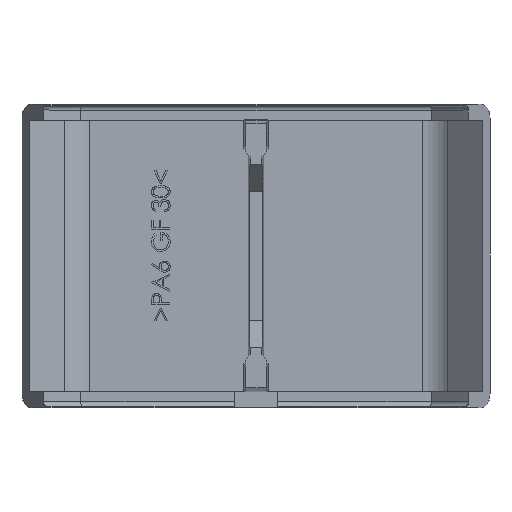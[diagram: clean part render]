
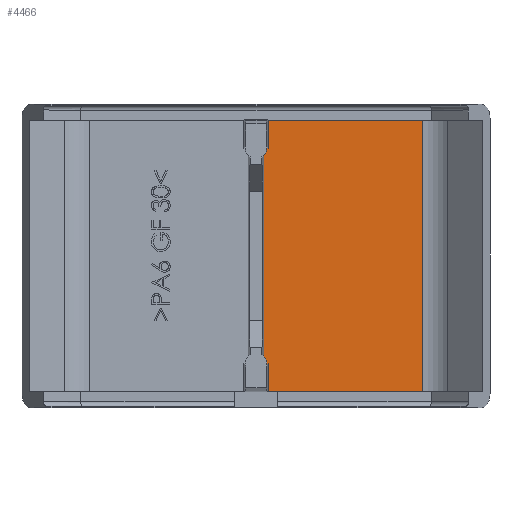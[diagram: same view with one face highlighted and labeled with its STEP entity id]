
A CAD part, top view. The second image highlights one B-rep face of the part: STEP entity #4466.
In plain terms, the highlighted planar face has unit normal (0, 0, 1).
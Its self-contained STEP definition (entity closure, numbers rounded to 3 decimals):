
#251 = EDGE_LOOP ( 'NONE', ( #7493, #5455, #6599, #975, #6572, #5546, #664, #2678, #7228, #1815 ) ) ;
#288 = LINE ( 'NONE', #3598, #7502 ) ;
#383 = VERTEX_POINT ( 'NONE', #1228 ) ;
#395 = CARTESIAN_POINT ( 'NONE',  ( 1.1, 15., -2. ) ) ;
#575 = CARTESIAN_POINT ( 'NONE',  ( 1.69, -15., -2. ) ) ;
#664 = ORIENTED_EDGE ( 'NONE', *, *, #3535, .F. ) ;
#727 = VECTOR ( 'NONE', #6907, 1000. ) ;
#786 = VECTOR ( 'NONE', #6274, 1000. ) ;
#806 = CARTESIAN_POINT ( 'NONE',  ( 23.101, -18.9, -2. ) ) ;
#843 = VERTEX_POINT ( 'NONE', #2558 ) ;
#957 = EDGE_CURVE ( 'NONE', #8584, #2280, #5125, .T. ) ;
#975 = ORIENTED_EDGE ( 'NONE', *, *, #7284, .F. ) ;
#1228 = CARTESIAN_POINT ( 'NONE',  ( 1.1, -13.98, -2. ) ) ;
#1462 = CIRCLE ( 'NONE', #2093, 1.5 ) ;
#1520 = CARTESIAN_POINT ( 'NONE',  ( 1.69, 21.1, -2. ) ) ;
#1546 = DIRECTION ( 'NONE',  ( 0., 0., -1. ) ) ;
#1556 = VERTEX_POINT ( 'NONE', #3122 ) ;
#1624 = FACE_OUTER_BOUND ( 'NONE', #251, .T. ) ;
#1815 = ORIENTED_EDGE ( 'NONE', *, *, #4608, .T. ) ;
#1997 = DIRECTION ( 'NONE',  ( -1., 0., 0. ) ) ;
#2093 = AXIS2_PLACEMENT_3D ( 'NONE', #6761, #2710, #7430 ) ;
#2280 = VERTEX_POINT ( 'NONE', #3566 ) ;
#2445 = VECTOR ( 'NONE', #4481, 1000. ) ;
#2558 = CARTESIAN_POINT ( 'NONE',  ( 1.69, 18.9, -2. ) ) ;
#2678 = ORIENTED_EDGE ( 'NONE', *, *, #3614, .T. ) ;
#2710 = DIRECTION ( 'NONE',  ( 0., 0., -1. ) ) ;
#2895 = EDGE_CURVE ( 'NONE', #3776, #3470, #5100, .T. ) ;
#3090 = EDGE_CURVE ( 'NONE', #5453, #7362, #7614, .T. ) ;
#3122 = CARTESIAN_POINT ( 'NONE',  ( 1.1, 13.98, -2. ) ) ;
#3273 = CARTESIAN_POINT ( 'NONE',  ( -24.343, -18.9, -2. ) ) ;
#3304 = VECTOR ( 'NONE', #1997, 1000. ) ;
#3328 = VECTOR ( 'NONE', #8279, 1000. ) ;
#3423 = PLANE ( 'NONE',  #4058 ) ;
#3467 = CARTESIAN_POINT ( 'NONE',  ( -24.343, 18.9, -2. ) ) ;
#3470 = VERTEX_POINT ( 'NONE', #6615 ) ;
#3498 = VECTOR ( 'NONE', #6039, 1000. ) ;
#3535 = EDGE_CURVE ( 'NONE', #383, #1556, #5316, .T. ) ;
#3566 = CARTESIAN_POINT ( 'NONE',  ( 23.101, 18.9, -2. ) ) ;
#3598 = CARTESIAN_POINT ( 'NONE',  ( 1.69, 15., -2. ) ) ;
#3614 = EDGE_CURVE ( 'NONE', #383, #3470, #1462, .T. ) ;
#3628 = CARTESIAN_POINT ( 'NONE',  ( 1.69, 15., -2. ) ) ;
#3776 = VERTEX_POINT ( 'NONE', #575 ) ;
#3876 = LINE ( 'NONE', #3273, #7242 ) ;
#4058 = AXIS2_PLACEMENT_3D ( 'NONE', #6738, #8138, #4113 ) ;
#4113 = DIRECTION ( 'NONE',  ( 1., 0., 0. ) ) ;
#4432 = CARTESIAN_POINT ( 'NONE',  ( 1.69, -18.9, -2. ) ) ;
#4466 = ADVANCED_FACE ( 'NONE', ( #1624 ), #3423, .T. ) ;
#4481 = DIRECTION ( 'NONE',  ( 1., 0., 0. ) ) ;
#4608 = EDGE_CURVE ( 'NONE', #3776, #6130, #6211, .T. ) ;
#5100 = LINE ( 'NONE', #5398, #3304 ) ;
#5125 = LINE ( 'NONE', #7610, #3328 ) ;
#5316 = LINE ( 'NONE', #8705, #3498 ) ;
#5396 = EDGE_CURVE ( 'NONE', #843, #2280, #7935, .T. ) ;
#5398 = CARTESIAN_POINT ( 'NONE',  ( 1.1, -15., -2. ) ) ;
#5453 = VERTEX_POINT ( 'NONE', #5621 ) ;
#5455 = ORIENTED_EDGE ( 'NONE', *, *, #957, .T. ) ;
#5546 = ORIENTED_EDGE ( 'NONE', *, *, #6034, .T. ) ;
#5621 = CARTESIAN_POINT ( 'NONE',  ( 1.5, 15., -2. ) ) ;
#5636 = CARTESIAN_POINT ( 'NONE',  ( 0., 15., -2. ) ) ;
#6034 = EDGE_CURVE ( 'NONE', #5453, #1556, #6452, .T. ) ;
#6039 = DIRECTION ( 'NONE',  ( 0., 1., 0. ) ) ;
#6130 = VERTEX_POINT ( 'NONE', #4432 ) ;
#6211 = LINE ( 'NONE', #1520, #786 ) ;
#6274 = DIRECTION ( 'NONE',  ( 0., -1., 0. ) ) ;
#6309 = DIRECTION ( 'NONE',  ( 1., 0., 0. ) ) ;
#6452 = CIRCLE ( 'NONE', #7145, 1.5 ) ;
#6572 = ORIENTED_EDGE ( 'NONE', *, *, #3090, .F. ) ;
#6599 = ORIENTED_EDGE ( 'NONE', *, *, #5396, .F. ) ;
#6615 = CARTESIAN_POINT ( 'NONE',  ( 1.5, -15., -2. ) ) ;
#6738 = CARTESIAN_POINT ( 'NONE',  ( -30., 21.1, -2. ) ) ;
#6761 = CARTESIAN_POINT ( 'NONE',  ( 0., -15., -2. ) ) ;
#6907 = DIRECTION ( 'NONE',  ( 1., 0., 0. ) ) ;
#7145 = AXIS2_PLACEMENT_3D ( 'NONE', #5636, #1546, #6309 ) ;
#7228 = ORIENTED_EDGE ( 'NONE', *, *, #2895, .F. ) ;
#7242 = VECTOR ( 'NONE', #8665, 1000. ) ;
#7284 = EDGE_CURVE ( 'NONE', #7362, #843, #288, .T. ) ;
#7362 = VERTEX_POINT ( 'NONE', #3628 ) ;
#7430 = DIRECTION ( 'NONE',  ( 1., 0., 0. ) ) ;
#7493 = ORIENTED_EDGE ( 'NONE', *, *, #8466, .F. ) ;
#7502 = VECTOR ( 'NONE', #8305, 1000. ) ;
#7610 = CARTESIAN_POINT ( 'NONE',  ( 23.101, 21.1, -2. ) ) ;
#7614 = LINE ( 'NONE', #395, #2445 ) ;
#7935 = LINE ( 'NONE', #3467, #727 ) ;
#8138 = DIRECTION ( 'NONE',  ( 0., 0., 1. ) ) ;
#8279 = DIRECTION ( 'NONE',  ( 0., 1., 0. ) ) ;
#8305 = DIRECTION ( 'NONE',  ( 0., 1., 0. ) ) ;
#8466 = EDGE_CURVE ( 'NONE', #8584, #6130, #3876, .T. ) ;
#8584 = VERTEX_POINT ( 'NONE', #806 ) ;
#8665 = DIRECTION ( 'NONE',  ( -1., 0., 0. ) ) ;
#8705 = CARTESIAN_POINT ( 'NONE',  ( 1.1, 15., -2. ) ) ;
